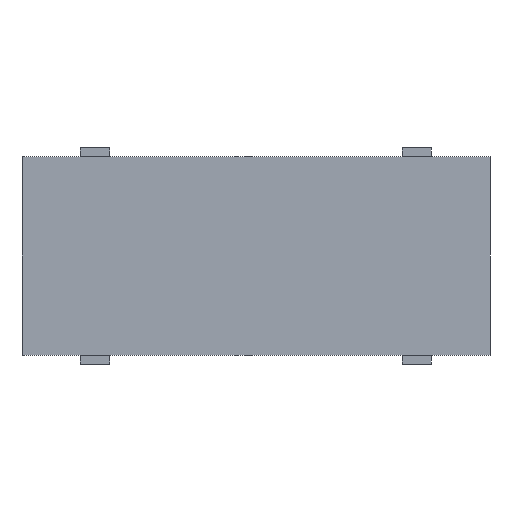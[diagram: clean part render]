
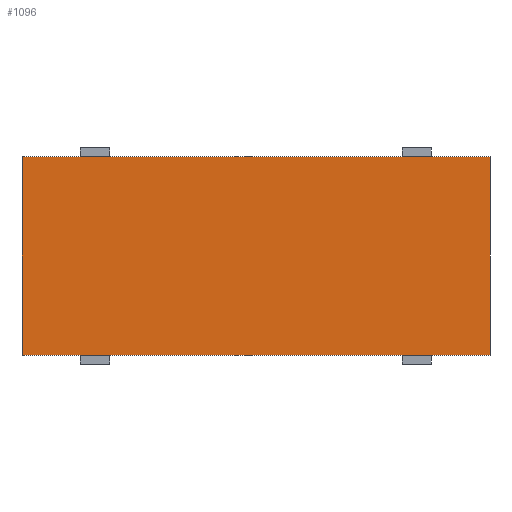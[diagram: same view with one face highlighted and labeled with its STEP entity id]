
A CAD part, front view. The second image highlights one B-rep face of the part: STEP entity #1096.
In plain terms, the highlighted planar face has unit normal (0, -1, 0).
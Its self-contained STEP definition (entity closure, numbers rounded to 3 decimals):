
#40 = CARTESIAN_POINT ( 'NONE',  ( -4., 0., 1.7 ) ) ;
#82 = EDGE_CURVE ( 'NONE', #721, #530, #889, .T. ) ;
#135 = DIRECTION ( 'NONE',  ( 0., 0., -1. ) ) ;
#153 = DIRECTION ( 'NONE',  ( -1., 0., 0. ) ) ;
#159 = ORIENTED_EDGE ( 'NONE', *, *, #975, .F. ) ;
#169 = PLANE ( 'NONE',  #654 ) ;
#185 = VERTEX_POINT ( 'NONE', #243 ) ;
#218 = EDGE_CURVE ( 'NONE', #1118, #185, #348, .T. ) ;
#224 = FACE_OUTER_BOUND ( 'NONE', #987, .T. ) ;
#225 = CARTESIAN_POINT ( 'NONE',  ( -4., 0., -1.7 ) ) ;
#243 = CARTESIAN_POINT ( 'NONE',  ( 4., 0., -1.7 ) ) ;
#248 = DIRECTION ( 'NONE',  ( 0., -1., 0. ) ) ;
#256 = VECTOR ( 'NONE', #1026, 1000. ) ;
#278 = CARTESIAN_POINT ( 'NONE',  ( -4., 0., -1.7 ) ) ;
#319 = DIRECTION ( 'NONE',  ( 0., 0., -1. ) ) ;
#348 = LINE ( 'NONE', #868, #621 ) ;
#369 = ORIENTED_EDGE ( 'NONE', *, *, #622, .F. ) ;
#399 = LINE ( 'NONE', #694, #722 ) ;
#407 = CARTESIAN_POINT ( 'NONE',  ( 4., 0., 1.7 ) ) ;
#454 = ORIENTED_EDGE ( 'NONE', *, *, #82, .F. ) ;
#475 = LINE ( 'NONE', #225, #1059 ) ;
#530 = VERTEX_POINT ( 'NONE', #40 ) ;
#621 = VECTOR ( 'NONE', #319, 1000. ) ;
#622 = EDGE_CURVE ( 'NONE', #530, #1118, #399, .T. ) ;
#628 = CARTESIAN_POINT ( 'NONE',  ( 0., 0., 0. ) ) ;
#654 = AXIS2_PLACEMENT_3D ( 'NONE', #628, #248, #135 ) ;
#694 = CARTESIAN_POINT ( 'NONE',  ( -4., 0., 1.7 ) ) ;
#721 = VERTEX_POINT ( 'NONE', #278 ) ;
#722 = VECTOR ( 'NONE', #786, 1000. ) ;
#786 = DIRECTION ( 'NONE',  ( 1., 0., 0. ) ) ;
#846 = ORIENTED_EDGE ( 'NONE', *, *, #218, .F. ) ;
#850 = CARTESIAN_POINT ( 'NONE',  ( -4., 0., 1.7 ) ) ;
#868 = CARTESIAN_POINT ( 'NONE',  ( 4., 0., 1.7 ) ) ;
#889 = LINE ( 'NONE', #850, #256 ) ;
#975 = EDGE_CURVE ( 'NONE', #185, #721, #475, .T. ) ;
#987 = EDGE_LOOP ( 'NONE', ( #846, #369, #454, #159 ) ) ;
#1026 = DIRECTION ( 'NONE',  ( 0., 0., 1. ) ) ;
#1059 = VECTOR ( 'NONE', #153, 1000. ) ;
#1096 = ADVANCED_FACE ( 'NONE', ( #224 ), #169, .T. ) ;
#1118 = VERTEX_POINT ( 'NONE', #407 ) ;
